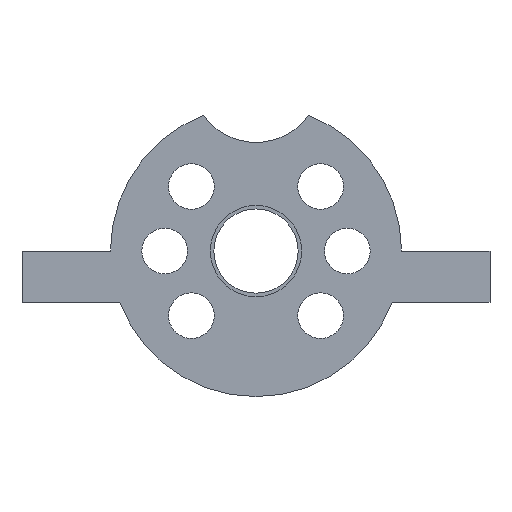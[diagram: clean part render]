
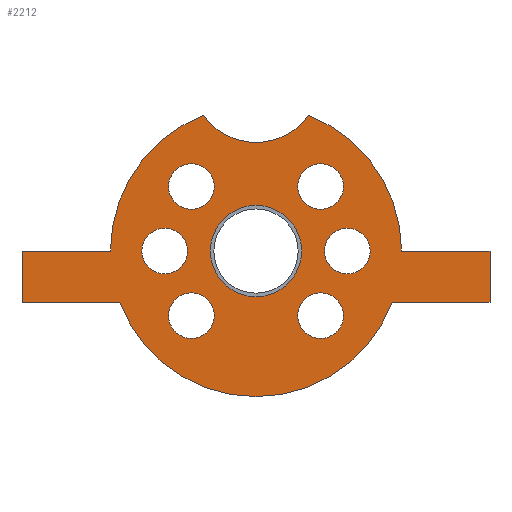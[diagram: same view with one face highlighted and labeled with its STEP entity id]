
A CAD part, front view. The second image highlights one B-rep face of the part: STEP entity #2212.
In plain terms, the highlighted planar face has unit normal (0, -1, 0).
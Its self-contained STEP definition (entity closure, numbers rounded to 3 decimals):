
#173=FACE_BOUND('',#469,.T.);
#174=FACE_BOUND('',#470,.T.);
#175=FACE_BOUND('',#471,.T.);
#176=FACE_BOUND('',#472,.T.);
#177=FACE_BOUND('',#473,.T.);
#178=FACE_BOUND('',#474,.T.);
#179=FACE_BOUND('',#475,.T.);
#225=PLANE('',#2328);
#335=FACE_OUTER_BOUND('',#468,.T.);
#468=EDGE_LOOP('',(#1998,#1999,#2000,#2001,#2002,#2003,#2004,#2005,#2006,
#2007));
#469=EDGE_LOOP('',(#2008));
#470=EDGE_LOOP('',(#2009));
#471=EDGE_LOOP('',(#2010));
#472=EDGE_LOOP('',(#2011));
#473=EDGE_LOOP('',(#2012));
#474=EDGE_LOOP('',(#2013));
#475=EDGE_LOOP('',(#2014));
#535=LINE('',#3074,#722);
#538=LINE('',#3078,#725);
#544=LINE('',#3098,#731);
#664=LINE('',#4160,#851);
#665=LINE('',#4162,#852);
#666=LINE('',#4163,#853);
#722=VECTOR('',#2439,10.);
#725=VECTOR('',#2444,10.);
#731=VECTOR('',#2460,10.);
#851=VECTOR('',#2698,10.);
#852=VECTOR('',#2699,10.);
#853=VECTOR('',#2700,10.);
#869=CIRCLE('',#2242,25.5);
#871=CIRCLE('',#2245,25.5);
#873=CIRCLE('',#2248,25.5);
#876=CIRCLE('',#2252,11.359);
#892=CIRCLE('',#2276,4.);
#893=CIRCLE('',#2278,4.);
#894=CIRCLE('',#2280,4.);
#895=CIRCLE('',#2282,4.);
#896=CIRCLE('',#2284,4.);
#897=CIRCLE('',#2286,4.);
#902=CIRCLE('',#2329,8.);
#910=VERTEX_POINT('',#2762);
#911=VERTEX_POINT('',#2763);
#914=VERTEX_POINT('',#2771);
#915=VERTEX_POINT('',#2772);
#918=VERTEX_POINT('',#2780);
#919=VERTEX_POINT('',#2781);
#993=VERTEX_POINT('',#3071);
#994=VERTEX_POINT('',#3073);
#1003=VERTEX_POINT('',#3097);
#1012=VERTEX_POINT('',#3119);
#1013=VERTEX_POINT('',#3123);
#1014=VERTEX_POINT('',#3127);
#1015=VERTEX_POINT('',#3131);
#1016=VERTEX_POINT('',#3135);
#1017=VERTEX_POINT('',#3139);
#1112=VERTEX_POINT('',#4161);
#1113=VERTEX_POINT('',#4164);
#1125=EDGE_CURVE('',#910,#911,#869,.T.);
#1129=EDGE_CURVE('',#914,#915,#871,.T.);
#1133=EDGE_CURVE('',#918,#919,#873,.T.);
#1138=EDGE_CURVE('',#911,#914,#876,.T.);
#1213=EDGE_CURVE('',#994,#993,#535,.T.);
#1216=EDGE_CURVE('',#993,#918,#538,.T.);
#1226=EDGE_CURVE('',#1003,#910,#544,.T.);
#1238=EDGE_CURVE('',#1012,#1012,#892,.T.);
#1240=EDGE_CURVE('',#1013,#1013,#893,.T.);
#1242=EDGE_CURVE('',#1014,#1014,#894,.T.);
#1244=EDGE_CURVE('',#1015,#1015,#895,.T.);
#1246=EDGE_CURVE('',#1016,#1016,#896,.T.);
#1248=EDGE_CURVE('',#1017,#1017,#897,.T.);
#1421=EDGE_CURVE('',#915,#994,#664,.T.);
#1422=EDGE_CURVE('',#919,#1112,#665,.T.);
#1423=EDGE_CURVE('',#1112,#1003,#666,.T.);
#1424=EDGE_CURVE('',#1113,#1113,#902,.T.);
#1998=ORIENTED_EDGE('',*,*,#1125,.T.);
#1999=ORIENTED_EDGE('',*,*,#1138,.T.);
#2000=ORIENTED_EDGE('',*,*,#1129,.T.);
#2001=ORIENTED_EDGE('',*,*,#1421,.T.);
#2002=ORIENTED_EDGE('',*,*,#1213,.T.);
#2003=ORIENTED_EDGE('',*,*,#1216,.T.);
#2004=ORIENTED_EDGE('',*,*,#1133,.T.);
#2005=ORIENTED_EDGE('',*,*,#1422,.T.);
#2006=ORIENTED_EDGE('',*,*,#1423,.T.);
#2007=ORIENTED_EDGE('',*,*,#1226,.T.);
#2008=ORIENTED_EDGE('',*,*,#1238,.T.);
#2009=ORIENTED_EDGE('',*,*,#1240,.T.);
#2010=ORIENTED_EDGE('',*,*,#1242,.T.);
#2011=ORIENTED_EDGE('',*,*,#1244,.T.);
#2012=ORIENTED_EDGE('',*,*,#1246,.T.);
#2013=ORIENTED_EDGE('',*,*,#1248,.T.);
#2014=ORIENTED_EDGE('',*,*,#1424,.T.);
#2212=ADVANCED_FACE('',(#335,#173,#174,#175,#176,#177,#178,#179),#225,.F.);
#2242=AXIS2_PLACEMENT_3D('',#2764,#2355,#2356);
#2245=AXIS2_PLACEMENT_3D('',#2773,#2363,#2364);
#2248=AXIS2_PLACEMENT_3D('',#2782,#2371,#2372);
#2252=AXIS2_PLACEMENT_3D('',#2790,#2381,#2382);
#2276=AXIS2_PLACEMENT_3D('',#3121,#2480,#2481);
#2278=AXIS2_PLACEMENT_3D('',#3125,#2485,#2486);
#2280=AXIS2_PLACEMENT_3D('',#3129,#2490,#2491);
#2282=AXIS2_PLACEMENT_3D('',#3133,#2495,#2496);
#2284=AXIS2_PLACEMENT_3D('',#3137,#2500,#2501);
#2286=AXIS2_PLACEMENT_3D('',#3141,#2505,#2506);
#2328=AXIS2_PLACEMENT_3D('',#4159,#2696,#2697);
#2329=AXIS2_PLACEMENT_3D('',#4165,#2701,#2702);
#2355=DIRECTION('center_axis',(0.,-1.,0.));
#2356=DIRECTION('ref_axis',(-1.,0.,0.));
#2363=DIRECTION('center_axis',(0.,-1.,0.));
#2364=DIRECTION('ref_axis',(-1.,0.,0.));
#2371=DIRECTION('center_axis',(0.,-1.,0.));
#2372=DIRECTION('ref_axis',(-1.,0.,0.));
#2381=DIRECTION('center_axis',(0.,1.,0.));
#2382=DIRECTION('ref_axis',(0.88,0.,-0.474));
#2439=DIRECTION('',(0.,0.,-1.));
#2444=DIRECTION('',(1.,0.,0.));
#2460=DIRECTION('',(-1.,0.,0.));
#2480=DIRECTION('center_axis',(0.,1.,0.));
#2481=DIRECTION('ref_axis',(-1.,0.,0.));
#2485=DIRECTION('center_axis',(0.,1.,0.));
#2486=DIRECTION('ref_axis',(-1.,0.,0.));
#2490=DIRECTION('center_axis',(0.,1.,0.));
#2491=DIRECTION('ref_axis',(-1.,0.,0.));
#2495=DIRECTION('center_axis',(0.,1.,0.));
#2496=DIRECTION('ref_axis',(-1.,0.,0.));
#2500=DIRECTION('center_axis',(0.,1.,0.));
#2501=DIRECTION('ref_axis',(-1.,0.,0.));
#2505=DIRECTION('center_axis',(0.,1.,0.));
#2506=DIRECTION('ref_axis',(-1.,0.,0.));
#2696=DIRECTION('center_axis',(0.,1.,0.));
#2697=DIRECTION('ref_axis',(1.,0.,0.));
#2698=DIRECTION('',(-1.,0.,0.));
#2699=DIRECTION('',(1.,0.,0.));
#2700=DIRECTION('',(0.,0.,1.));
#2701=DIRECTION('center_axis',(0.,1.,0.));
#2702=DIRECTION('ref_axis',(1.,0.,0.));
#2762=CARTESIAN_POINT('',(67.683,0.,14.6));
#2763=CARTESIAN_POINT('',(51.415,0.,38.37));
#2764=CARTESIAN_POINT('Origin',(42.183,0.,14.6));
#2771=CARTESIAN_POINT('',(32.95,0.,38.37));
#2772=CARTESIAN_POINT('',(16.683,0.,14.6));
#2773=CARTESIAN_POINT('Origin',(42.183,0.,14.6));
#2780=CARTESIAN_POINT('',(18.324,0.,5.6));
#2781=CARTESIAN_POINT('',(66.042,0.,5.6));
#2782=CARTESIAN_POINT('Origin',(42.183,0.,14.6));
#2790=CARTESIAN_POINT('Origin',(42.183,0.,44.987));
#3071=CARTESIAN_POINT('',(1.183,0.,5.6));
#3073=CARTESIAN_POINT('',(1.183,0.,14.6));
#3074=CARTESIAN_POINT('',(1.183,0.,14.6));
#3078=CARTESIAN_POINT('',(30.253,0.,5.6));
#3097=CARTESIAN_POINT('',(83.183,0.,14.6));
#3098=CARTESIAN_POINT('',(83.183,0.,14.6));
#3119=CARTESIAN_POINT('',(62.183,0.,14.6));
#3121=CARTESIAN_POINT('Origin',(58.183,0.,14.6));
#3123=CARTESIAN_POINT('',(30.183,0.,14.6));
#3125=CARTESIAN_POINT('Origin',(26.183,0.,14.6));
#3127=CARTESIAN_POINT('',(57.496,0.,25.914));
#3129=CARTESIAN_POINT('Origin',(53.496,0.,25.914));
#3131=CARTESIAN_POINT('',(57.496,0.,3.286));
#3133=CARTESIAN_POINT('Origin',(53.496,0.,3.286));
#3135=CARTESIAN_POINT('',(34.869,0.,3.286));
#3137=CARTESIAN_POINT('Origin',(30.869,0.,3.286));
#3139=CARTESIAN_POINT('',(34.869,0.,25.914));
#3141=CARTESIAN_POINT('Origin',(30.869,0.,25.914));
#4159=CARTESIAN_POINT('Origin',(42.183,0.,12.6));
#4160=CARTESIAN_POINT('',(83.183,0.,14.6));
#4161=CARTESIAN_POINT('',(83.183,0.,5.6));
#4162=CARTESIAN_POINT('',(56.433,0.,5.6));
#4163=CARTESIAN_POINT('',(83.183,0.,5.6));
#4164=CARTESIAN_POINT('',(34.183,0.,14.6));
#4165=CARTESIAN_POINT('Origin',(42.183,0.,14.6));
